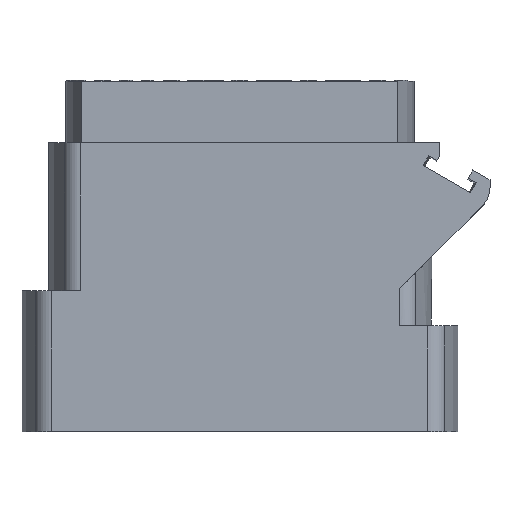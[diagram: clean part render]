
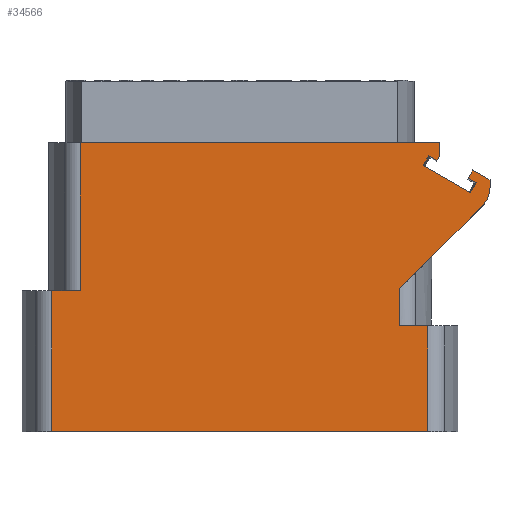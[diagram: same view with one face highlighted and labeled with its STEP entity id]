
A CAD part, top view. The second image highlights one B-rep face of the part: STEP entity #34566.
In plain terms, the highlighted planar face has unit normal (0, 0, 1).
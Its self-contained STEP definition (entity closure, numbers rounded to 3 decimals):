
#6=DIRECTION('',(1.,0.,0.));
#7=VECTOR('',#6,21.35);
#8=CARTESIAN_POINT('',(-10.675,0.,5.));
#9=LINE('',#8,#7);
#132=DIRECTION('',(-1.,0.,0.));
#133=VECTOR('',#132,1.619);
#134=CARTESIAN_POINT('',(10.675,6.,5.));
#135=LINE('',#134,#133);
#171=DIRECTION('',(0.,-1.,0.));
#172=VECTOR('',#171,8.);
#173=CARTESIAN_POINT('',(-10.675,8.,5.));
#174=LINE('',#173,#172);
#175=DIRECTION('',(0.,-1.,0.));
#176=VECTOR('',#175,8.4);
#177=CARTESIAN_POINT('',(-9.056,16.4,5.));
#178=LINE('',#177,#176);
#179=DIRECTION('',(0.,-1.,0.));
#180=VECTOR('',#179,0.696);
#181=CARTESIAN_POINT('',(11.355,16.4,5.));
#182=LINE('',#181,#180);
#183=DIRECTION('',(-0.5,-0.866,0.));
#184=VECTOR('',#183,0.35);
#185=CARTESIAN_POINT('',(11.355,15.704,5.));
#186=LINE('',#185,#184);
#187=DIRECTION('',(0.866,-0.5,0.));
#188=VECTOR('',#187,0.525);
#189=CARTESIAN_POINT('',(10.725,15.663,5.));
#190=LINE('',#189,#188);
#191=DIRECTION('',(0.866,-0.5,0.));
#192=VECTOR('',#191,3.1);
#193=CARTESIAN_POINT('',(10.4,15.1,5.));
#194=LINE('',#193,#192);
#195=DIRECTION('',(0.866,-0.5,0.));
#196=VECTOR('',#195,0.525);
#197=CARTESIAN_POINT('',(12.955,14.375,5.));
#198=LINE('',#197,#196);
#199=DIRECTION('',(0.5,0.866,0.));
#200=VECTOR('',#199,0.55);
#201=CARTESIAN_POINT('',(12.955,14.375,5.));
#202=LINE('',#201,#200);
#203=DIRECTION('',(0.866,-0.5,0.));
#204=VECTOR('',#203,1.12);
#205=CARTESIAN_POINT('',(13.23,14.852,5.));
#206=LINE('',#205,#204);
#207=CARTESIAN_POINT('',(12.7,13.872,5.));
#208=DIRECTION('',(0.,0.,1.));
#209=DIRECTION('',(0.707,-0.707,0.));
#210=AXIS2_PLACEMENT_3D('',#207,#208,#209);
#212=DIRECTION('',(0.,1.,0.));
#213=VECTOR('',#212,2.107);
#214=CARTESIAN_POINT('',(9.056,6.,5.));
#215=LINE('',#214,#213);
#216=DIRECTION('',(0.,1.,0.));
#217=VECTOR('',#216,6.);
#218=CARTESIAN_POINT('',(10.675,0.,5.));
#219=LINE('',#218,#217);
#229=DIRECTION('',(-1.,0.,0.));
#230=VECTOR('',#229,1.619);
#231=CARTESIAN_POINT('',(-9.056,8.,5.));
#232=LINE('',#231,#230);
#276=DIRECTION('',(1.,0.,0.));
#277=VECTOR('',#276,20.411);
#278=CARTESIAN_POINT('',(-9.056,16.4,5.));
#279=LINE('',#278,#277);
#335=DIRECTION('',(0.5,0.866,0.));
#336=VECTOR('',#335,0.65);
#337=CARTESIAN_POINT('',(10.4,15.1,5.));
#338=LINE('',#337,#336);
#383=DIRECTION('',(0.,1.,0.));
#384=VECTOR('',#383,0.419);
#385=CARTESIAN_POINT('',(14.2,13.872,5.));
#386=LINE('',#385,#384);
#419=DIRECTION('',(0.707,0.707,0.));
#420=VECTOR('',#419,6.653);
#421=CARTESIAN_POINT('',(9.056,8.107,5.));
#422=LINE('',#421,#420);
#466=DIRECTION('',(-0.5,-0.866,0.));
#467=VECTOR('',#466,0.65);
#468=CARTESIAN_POINT('',(13.41,14.113,5.));
#469=LINE('',#468,#467);
#29136=CARTESIAN_POINT('',(13.23,14.852,5.));
#29137=CARTESIAN_POINT('',(14.2,14.292,5.));
#29138=VERTEX_POINT('',#29136);
#29139=VERTEX_POINT('',#29137);
#29140=CARTESIAN_POINT('',(11.355,16.4,5.));
#29141=CARTESIAN_POINT('',(11.355,15.704,5.));
#29142=VERTEX_POINT('',#29140);
#29143=VERTEX_POINT('',#29141);
#29152=CARTESIAN_POINT('',(10.4,15.1,5.));
#29154=VERTEX_POINT('',#29152);
#29162=CARTESIAN_POINT('',(13.085,13.55,5.));
#29163=VERTEX_POINT('',#29162);
#29164=CARTESIAN_POINT('',(10.725,15.663,5.));
#29165=CARTESIAN_POINT('',(11.18,15.4,5.));
#29166=VERTEX_POINT('',#29164);
#29167=VERTEX_POINT('',#29165);
#29168=CARTESIAN_POINT('',(12.955,14.375,5.));
#29169=CARTESIAN_POINT('',(13.41,14.113,5.));
#29170=VERTEX_POINT('',#29168);
#29171=VERTEX_POINT('',#29169);
#29188=CARTESIAN_POINT('',(-10.675,0.,5.));
#29190=VERTEX_POINT('',#29188);
#29194=CARTESIAN_POINT('',(-10.675,8.,5.));
#29195=VERTEX_POINT('',#29194);
#29200=CARTESIAN_POINT('',(-9.056,16.4,5.));
#29201=VERTEX_POINT('',#29200);
#29202=CARTESIAN_POINT('',(-9.056,8.,5.));
#29203=VERTEX_POINT('',#29202);
#29208=CARTESIAN_POINT('',(9.056,6.,5.));
#29209=CARTESIAN_POINT('',(9.056,8.107,5.));
#29210=VERTEX_POINT('',#29208);
#29211=VERTEX_POINT('',#29209);
#29212=CARTESIAN_POINT('',(10.675,6.,5.));
#29214=VERTEX_POINT('',#29212);
#29218=CARTESIAN_POINT('',(10.675,0.,5.));
#29219=VERTEX_POINT('',#29218);
#29256=CARTESIAN_POINT('',(13.761,12.812,5.));
#29257=VERTEX_POINT('',#29256);
#29258=CARTESIAN_POINT('',(14.2,13.872,5.));
#29259=VERTEX_POINT('',#29258);
#34524=CARTESIAN_POINT('',(-11.347,0.,5.));
#34525=DIRECTION('',(0.,0.,1.));
#34526=DIRECTION('',(1.,0.,0.));
#34527=AXIS2_PLACEMENT_3D('',#34524,#34525,#34526);
#34528=PLANE('',#34527);
#34529=ORIENTED_EDGE('',*,*,#34354,.F.);
#34531=ORIENTED_EDGE('',*,*,#34530,.F.);
#34533=ORIENTED_EDGE('',*,*,#34532,.F.);
#34535=ORIENTED_EDGE('',*,*,#34534,.T.);
#34537=ORIENTED_EDGE('',*,*,#34536,.T.);
#34539=ORIENTED_EDGE('',*,*,#34538,.T.);
#34541=ORIENTED_EDGE('',*,*,#34540,.F.);
#34543=ORIENTED_EDGE('',*,*,#34542,.F.);
#34545=ORIENTED_EDGE('',*,*,#34544,.T.);
#34547=ORIENTED_EDGE('',*,*,#34546,.F.);
#34549=ORIENTED_EDGE('',*,*,#34548,.F.);
#34551=ORIENTED_EDGE('',*,*,#34550,.T.);
#34553=ORIENTED_EDGE('',*,*,#34552,.T.);
#34555=ORIENTED_EDGE('',*,*,#34554,.F.);
#34557=ORIENTED_EDGE('',*,*,#34556,.F.);
#34559=ORIENTED_EDGE('',*,*,#34558,.F.);
#34560=ORIENTED_EDGE('',*,*,#34517,.F.);
#34561=ORIENTED_EDGE('',*,*,#34488,.F.);
#34562=ORIENTED_EDGE('',*,*,#34470,.F.);
#34563=ORIENTED_EDGE('',*,*,#34327,.F.);
#34564=EDGE_LOOP('',(#34529,#34531,#34533,#34535,#34537,#34539,#34541,#34543,
#34545,#34547,#34549,#34551,#34553,#34555,#34557,#34559,#34560,#34561,#34562,
#34563));
#34565=FACE_OUTER_BOUND('',#34564,.F.);
#34566=ADVANCED_FACE('',(#34565),#34528,.T.);
#211=CIRCLE('',#210,1.5);
#34327=EDGE_CURVE('',#29190,#29219,#9,.T.);
#34354=EDGE_CURVE('',#29195,#29190,#174,.T.);
#34470=EDGE_CURVE('',#29219,#29214,#219,.T.);
#34488=EDGE_CURVE('',#29214,#29210,#135,.T.);
#34517=EDGE_CURVE('',#29210,#29211,#215,.T.);
#34530=EDGE_CURVE('',#29203,#29195,#232,.T.);
#34532=EDGE_CURVE('',#29201,#29203,#178,.T.);
#34534=EDGE_CURVE('',#29201,#29142,#279,.T.);
#34536=EDGE_CURVE('',#29142,#29143,#182,.T.);
#34538=EDGE_CURVE('',#29143,#29167,#186,.T.);
#34540=EDGE_CURVE('',#29166,#29167,#190,.T.);
#34542=EDGE_CURVE('',#29154,#29166,#338,.T.);
#34544=EDGE_CURVE('',#29154,#29163,#194,.T.);
#34546=EDGE_CURVE('',#29171,#29163,#469,.T.);
#34548=EDGE_CURVE('',#29170,#29171,#198,.T.);
#34550=EDGE_CURVE('',#29170,#29138,#202,.T.);
#34552=EDGE_CURVE('',#29138,#29139,#206,.T.);
#34554=EDGE_CURVE('',#29259,#29139,#386,.T.);
#34556=EDGE_CURVE('',#29257,#29259,#211,.T.);
#34558=EDGE_CURVE('',#29211,#29257,#422,.T.);
